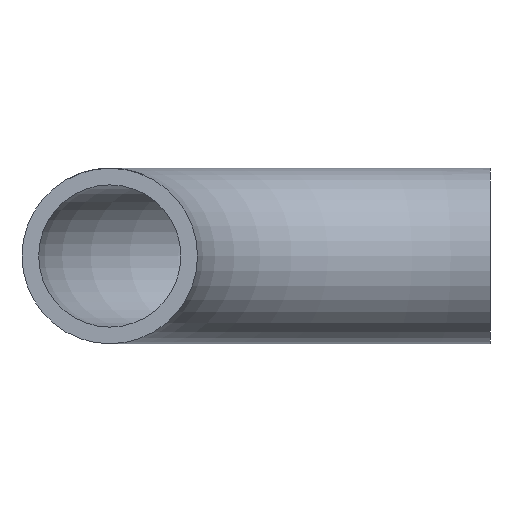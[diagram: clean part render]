
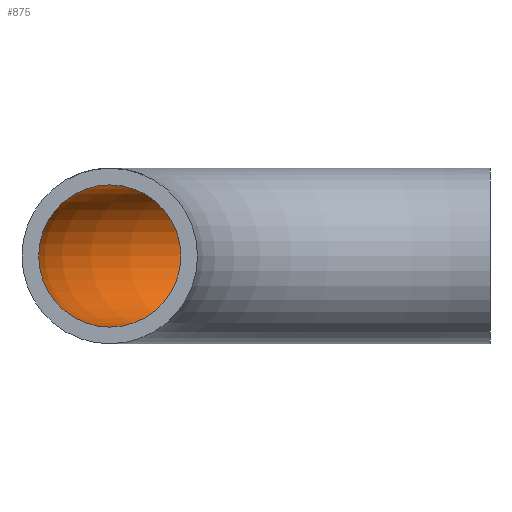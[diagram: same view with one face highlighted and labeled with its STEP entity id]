
A CAD part, front view. The second image highlights one B-rep face of the part: STEP entity #875.
In plain terms, the highlighted toroidal (fillet/blend) face has major radius 73 mm and minor radius 13.65 mm.
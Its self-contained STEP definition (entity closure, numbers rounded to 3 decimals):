
#539 = FACE_OUTER_BOUND ( 'NONE', #10320, .T. ) ;
#875 = ADVANCED_FACE ( 'NONE', ( #539, #5835 ), #5426, .F. ) ;
#1646 = DIRECTION ( 'NONE',  ( 0., 1., 0. ) ) ;
#2389 = AXIS2_PLACEMENT_3D ( 'NONE', #6152, #7559, #4937 ) ;
#3193 = DIRECTION ( 'NONE',  ( -1., 0., 0. ) ) ;
#4371 = CIRCLE ( 'NONE', #9991, 13.65 ) ;
#4443 = DIRECTION ( 'NONE',  ( 0., 0., -1. ) ) ;
#4465 = CARTESIAN_POINT ( 'NONE',  ( 0., 86.65, 0. ) ) ;
#4923 = CIRCLE ( 'NONE', #2389, 13.65 ) ;
#4937 = DIRECTION ( 'NONE',  ( 0., 1., 0. ) ) ;
#5426 = TOROIDAL_SURFACE ( 'NONE', #16069, 73., 13.65 ) ;
#5472 = CARTESIAN_POINT ( 'NONE',  ( -73., 0., 0. ) ) ;
#5835 = FACE_OUTER_BOUND ( 'NONE', #11079, .T. ) ;
#5938 = VERTEX_POINT ( 'NONE', #4465 ) ;
#6152 = CARTESIAN_POINT ( 'NONE',  ( 0., 73., 0. ) ) ;
#6220 = ORIENTED_EDGE ( 'NONE', *, *, #10606, .F. ) ;
#7559 = DIRECTION ( 'NONE',  ( 1., 0., 0. ) ) ;
#8608 = EDGE_CURVE ( 'NONE', #5938, #5938, #4923, .T. ) ;
#9991 = AXIS2_PLACEMENT_3D ( 'NONE', #5472, #1646, #12044 ) ;
#10320 = EDGE_LOOP ( 'NONE', ( #16357 ) ) ;
#10606 = EDGE_CURVE ( 'NONE', #16750, #16750, #4371, .T. ) ;
#11079 = EDGE_LOOP ( 'NONE', ( #6220 ) ) ;
#12044 = DIRECTION ( 'NONE',  ( 0., 0., 1. ) ) ;
#13909 = CARTESIAN_POINT ( 'NONE',  ( -73., 0., 13.65 ) ) ;
#15213 = CARTESIAN_POINT ( 'NONE',  ( 0., 0., 0. ) ) ;
#16069 = AXIS2_PLACEMENT_3D ( 'NONE', #15213, #4443, #3193 ) ;
#16357 = ORIENTED_EDGE ( 'NONE', *, *, #8608, .T. ) ;
#16750 = VERTEX_POINT ( 'NONE', #13909 ) ;
